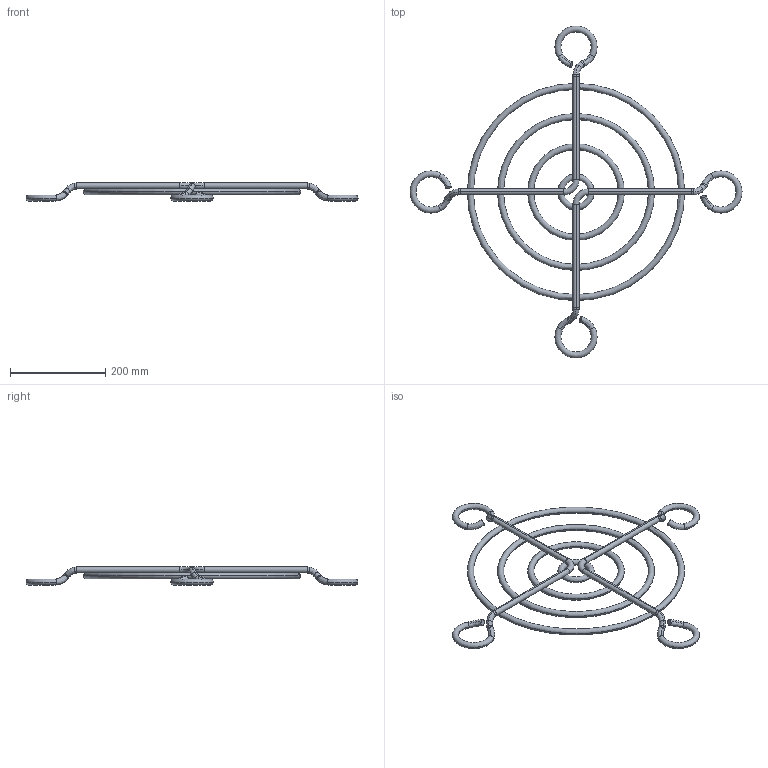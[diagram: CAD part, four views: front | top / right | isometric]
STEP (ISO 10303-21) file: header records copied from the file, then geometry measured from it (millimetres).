
FILE_DESCRIPTION (( 'STEP AP203' ), '1' );
FILE_NAME ('E7.STEP', '2026-01-05T21:40:08', ( '' ), ( '' ), 'SwSTEP 2.0', 'SolidWorks 2026', '' );
FILE_SCHEMA (( 'CONFIG_CONTROL_DESIGN' ));
Length unit declared in the file: inch
Products named in the file (1): E7
Bounding box: 698.5 x 698.5 x 38.08 mm (x, y, z)
Volume: 653816.5 mm3; surface area: 206274.3 mm2
Topology: 1 solids, 1 shells, 88 faces, 252 edges, 144 vertices
Faces by surface type: bspline 40, torus 36, cylinder 8, plane 4
Entity records: 5723 total; most frequent: CARTESIAN_POINT 3497, ORIENTED_EDGE 504, DIRECTION 434, EDGE_CURVE 252, AXIS2_PLACEMENT_3D 205, CIRCLE 156, VERTEX_POINT 144, EDGE_LOOP 96
